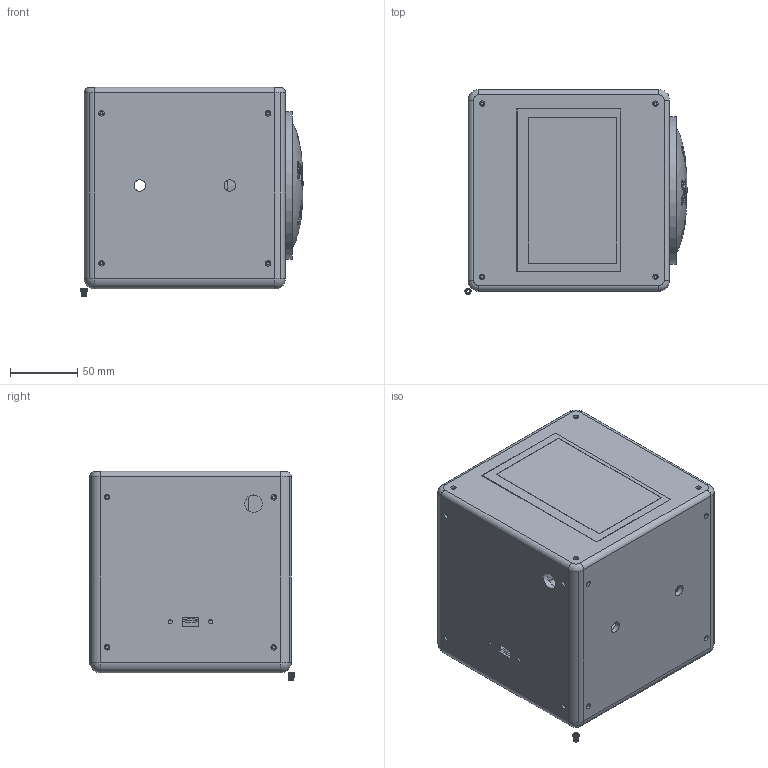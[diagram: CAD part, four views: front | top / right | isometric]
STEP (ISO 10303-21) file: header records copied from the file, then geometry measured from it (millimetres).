
FILE_DESCRIPTION(/* description */ (''),/* implementation_level */ '2;1');
FILE_NAME(/* name */ 'MupiBox v31.step',/* time_stamp */ '2022-11-01T15:51:20+01:00',/* author */ (''),/* organization */ (''),/* preprocessor_version */ 'ST-DEVELOPER v19',/* originating_system */ 'Autodesk Translation Framework v11.7.0.108',/* authorisation */ '');
FILE_SCHEMA (('AUTOMOTIVE_DESIGN { 1 0 10303 214 3 1 1 }'));
Products named in the file (20): MupiBox; ruthex_RX-M3x5_7 v1; ruthex RX-M3-5,7; 5inch-DisplayDSI v1; FRS8M v1; FRS8Mbasket; FRS8Msusp; FRS8Mcone; FRS8Mdome; FRS8Mspider; MuPi_InnenSteg; Rough_Pi_Model v1; Raspberry Pi Master; MuPi_FrontLautsprecher; MuPi_DisplayHolder; MuPi_Deckel; MuPi_Boden; MuPi_Back; Kappe_Lautsprecher; MuPi_Seite
Assembly tree (23 placements, depth 3):
  MupiBox
    ruthex_RX-M3x5_7 v1
      ruthex RX-M3-5,7
    5inch-DisplayDSI v1
    FRS8M v1
      FRS8Mbasket
      FRS8Msusp
      FRS8Mcone
      FRS8Mdome
      FRS8Mspider
    MuPi_InnenSteg  x4
    Rough_Pi_Model v1
      Raspberry Pi Master
    MuPi_FrontLautsprecher
    MuPi_Seite  x2
    MuPi_DisplayHolder
    MuPi_Deckel
    MuPi_Boden
    MuPi_Back
    Kappe_Lautsprecher
Bounding box: 165.29 x 152.3 x 155.7 mm (x, y, z)
Volume: 871979.2 mm3; surface area: 441495.4 mm2
Topology: 21 solids, 21 shells, 1311 faces, 3602 edges, 2422 vertices
Faces by surface type: plane 531, bspline 431, cylinder 304, cone 37, sphere 5, torus 3
Full cylindrical faces by diameter (mm): 2 x8, 2.1 x4, 2.2 x4, 2.3 x16, 2.529 x10, 2.75 x4, 3 x13, 3.086 x10, 3.1 x4, 3.2 x24, 3.4 x24, 3.55 x1, 3.8 x4, 3.91 x1, 4 x19, 4.1 x16, 4.4 x8, 4.9 x4, 5.5 x8, 8.5 x4, 13 x1, 65 x2, 72 x2, 75 x2, 76 x1, 91 x1, 94 x1, 110 x1
Entity records: 55420 total; most frequent: CARTESIAN_POINT 26222, ORIENTED_EDGE 6710, DIRECTION 4522, EDGE_CURVE 3355, VERTEX_POINT 2269, LINE 1686, VECTOR 1686, EDGE_LOOP 1428
